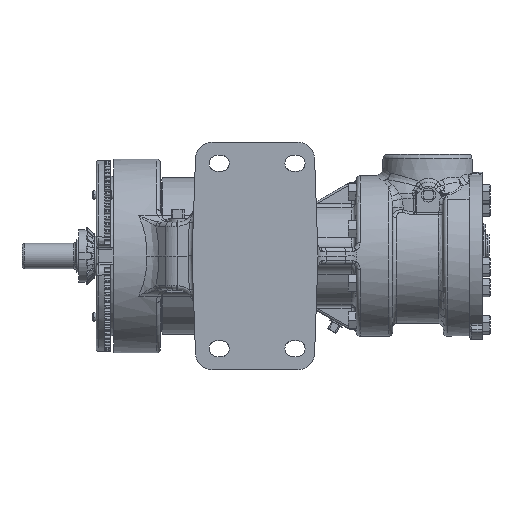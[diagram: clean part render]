
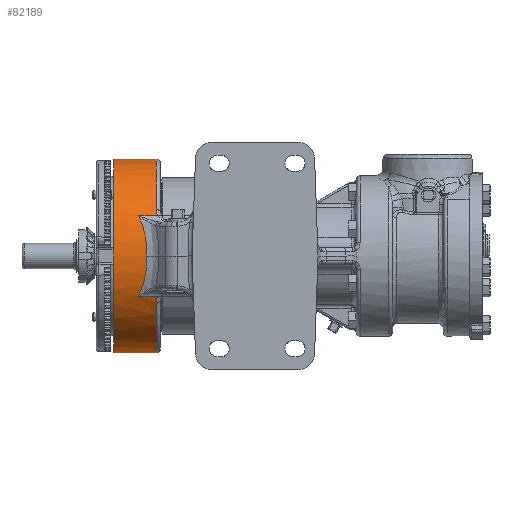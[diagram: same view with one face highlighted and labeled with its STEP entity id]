
A CAD part, front view. The second image highlights one B-rep face of the part: STEP entity #82189.
In plain terms, the highlighted cylindrical face has radius 73.025 mm (diameter 146.05 mm), a partial arc.
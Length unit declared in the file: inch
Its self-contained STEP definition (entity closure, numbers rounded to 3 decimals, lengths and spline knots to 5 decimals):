
#1671 = CARTESIAN_POINT ( 'NONE',  ( -6.23588, -2.5249, 1.37496 ) ) ;
#8904 = CARTESIAN_POINT ( 'NONE',  ( -6.23588, -2.5249, -1.37496 ) ) ;
#11381 = AXIS2_PLACEMENT_3D ( 'NONE', #56508, #115817, #105386 ) ;
#11635 = AXIS2_PLACEMENT_3D ( 'NONE', #124716, #14142, #49457 ) ;
#12906 = EDGE_CURVE ( 'NONE', #136266, #92293, #137551, .T. ) ;
#13573 = CIRCLE ( 'NONE', #103164, 2.875 ) ;
#14142 = DIRECTION ( 'NONE',  ( -1., 0., 0. ) ) ;
#14230 = DIRECTION ( 'NONE',  ( -1., 0., 0. ) ) ;
#17126 = CARTESIAN_POINT ( 'NONE',  ( -6.58328, -2.78767, -0.81517 ) ) ;
#19184 = ORIENTED_EDGE ( 'NONE', *, *, #116044, .F. ) ;
#21579 = CARTESIAN_POINT ( 'NONE',  ( -9.66419, -2.61696, -1.19043 ) ) ;
#22582 = DIRECTION ( 'NONE',  ( 1., 0., 0. ) ) ;
#23341 = CARTESIAN_POINT ( 'NONE',  ( -6.1987, -2.61696, 1.19043 ) ) ;
#26145 = B_SPLINE_CURVE_WITH_KNOTS ( 'NONE', 3,
 ( #23341, #121892, #73021, #110660, #109854, #1671 ),
 .UNSPECIFIED., .F., .F.,
 ( 4, 2, 4 ),
 ( 0., 0.00266, 0.00532 ),
 .UNSPECIFIED. ) ;
#30076 = CARTESIAN_POINT ( 'NONE',  ( -9.66419, 0., 2.875 ) ) ;
#30883 = CARTESIAN_POINT ( 'NONE',  ( -6.1987, -2.61696, -1.19043 ) ) ;
#31486 = VECTOR ( 'NONE', #22582, 39.37008 ) ;
#35261 = VERTEX_POINT ( 'NONE', #82691 ) ;
#35391 = EDGE_CURVE ( 'NONE', #43865, #120484, #26145, .T. ) ;
#35411 = ORIENTED_EDGE ( 'NONE', *, *, #90547, .T. ) ;
#42793 = ORIENTED_EDGE ( 'NONE', *, *, #105548, .F. ) ;
#43865 = VERTEX_POINT ( 'NONE', #151780 ) ;
#47245 = DIRECTION ( 'NONE',  ( -1., 0., 0. ) ) ;
#48650 = CARTESIAN_POINT ( 'NONE',  ( -6.23588, -2.5249, -1.37496 ) ) ;
#49457 = DIRECTION ( 'NONE',  ( 0., 0., 1. ) ) ;
#50272 = VERTEX_POINT ( 'NONE', #60039 ) ;
#53886 = CARTESIAN_POINT ( 'NONE',  ( -6.23588, 0., 0. ) ) ;
#53937 = CIRCLE ( 'NONE', #69262, 2.875 ) ;
#56508 = CARTESIAN_POINT ( 'NONE',  ( -6.23588, 0., 0. ) ) ;
#58650 = VERTEX_POINT ( 'NONE', #138291 ) ;
#58975 = CARTESIAN_POINT ( 'NONE',  ( -6.23588, -2.5249, 1.37496 ) ) ;
#59412 = CARTESIAN_POINT ( 'NONE',  ( -6.21148, -2.60321, -1.22066 ) ) ;
#59947 = VERTEX_POINT ( 'NONE', #90814 ) ;
#60039 = CARTESIAN_POINT ( 'NONE',  ( -7.5, 0., 2.875 ) ) ;
#61340 = EDGE_CURVE ( 'NONE', #120484, #75551, #53937, .T. ) ;
#62264 = FACE_OUTER_BOUND ( 'NONE', #106057, .T. ) ;
#65191 =( BOUNDED_CURVE ( )  B_SPLINE_CURVE ( 3, ( #114146, #66867, #150244, #148681 ),
 .UNSPECIFIED., .F., .F. ) 
 B_SPLINE_CURVE_WITH_KNOTS ( ( 4, 4 ),
 ( 3.09225, 3.51916 ),
 .UNSPECIFIED. ) 
 CURVE ( )  GEOMETRIC_REPRESENTATION_ITEM ( )  RATIONAL_B_SPLINE_CURVE ( ( 1., 0.985, 0.985, 1. ) ) 
 REPRESENTATION_ITEM ( '' )  );
#66511 = ORIENTED_EDGE ( 'NONE', *, *, #84252, .T. ) ;
#66867 = CARTESIAN_POINT ( 'NONE',  ( -6.50412, -2.875, 0.41226 ) ) ;
#67124 = VECTOR ( 'NONE', #47245, 39.37008 ) ;
#67476 = DIRECTION ( 'NONE',  ( 0., 0., -1. ) ) ;
#68601 = ORIENTED_EDGE ( 'NONE', *, *, #61340, .T. ) ;
#69262 = AXIS2_PLACEMENT_3D ( 'NONE', #53886, #102777, #67476 ) ;
#73021 = CARTESIAN_POINT ( 'NONE',  ( -6.22067, -2.58868, 1.25121 ) ) ;
#75551 = VERTEX_POINT ( 'NONE', #115475 ) ;
#75956 = DIRECTION ( 'NONE',  ( 0., 1., 0. ) ) ;
#76423 = VECTOR ( 'NONE', #157725, 39.37008 ) ;
#78074 = CARTESIAN_POINT ( 'NONE',  ( -6.76192, -2.61696, -1.19043 ) ) ;
#79819 = ORIENTED_EDGE ( 'NONE', *, *, #143695, .T. ) ;
#80013 = ORIENTED_EDGE ( 'NONE', *, *, #97660, .T. ) ;
#80854 = VERTEX_POINT ( 'NONE', #127090 ) ;
#82189 = ADVANCED_FACE ( 'Defeatured_0_859', ( #62264 ), #123932, .T. ) ;
#82691 = CARTESIAN_POINT ( 'NONE',  ( -7.5, 0., -2.875 ) ) ;
#83521 = LINE ( 'NONE', #142033, #31486 ) ;
#84228 = CARTESIAN_POINT ( 'NONE',  ( -6.23288, -2.55801, -1.31277 ) ) ;
#84252 = EDGE_CURVE ( 'NONE', #80854, #59947, #125642, .T. ) ;
#84527 = ORIENTED_EDGE ( 'NONE', *, *, #140602, .T. ) ;
#90547 = EDGE_CURVE ( 'NONE', #92293, #80854, #132178, .T. ) ;
#90814 = CARTESIAN_POINT ( 'NONE',  ( -6.52802, -2.875, 0. ) ) ;
#92293 = VERTEX_POINT ( 'NONE', #30883 ) ;
#97660 = EDGE_CURVE ( 'NONE', #99128, #136266, #124073, .T. ) ;
#99128 = VERTEX_POINT ( 'NONE', #140188 ) ;
#102777 = DIRECTION ( 'NONE',  ( -1., 0., 0. ) ) ;
#103164 = AXIS2_PLACEMENT_3D ( 'NONE', #148080, #14230, #75956 ) ;
#105386 = DIRECTION ( 'NONE',  ( 0., 0., -1. ) ) ;
#105548 = EDGE_CURVE ( 'NONE', #99128, #35261, #138204, .T. ) ;
#106057 = EDGE_LOOP ( 'NONE', ( #42793, #80013, #146284, #35411, #66511, #79819, #126324, #133348, #68601, #84527, #19184 ) ) ;
#106672 = CARTESIAN_POINT ( 'NONE',  ( -6.1987, -2.61696, -1.19043 ) ) ;
#109854 = CARTESIAN_POINT ( 'NONE',  ( -6.23588, -2.54188, 1.34378 ) ) ;
#110660 = CARTESIAN_POINT ( 'NONE',  ( -6.23288, -2.55801, 1.31277 ) ) ;
#114146 = CARTESIAN_POINT ( 'NONE',  ( -6.52802, -2.875, 0. ) ) ;
#115475 = CARTESIAN_POINT ( 'NONE',  ( -6.23588, 0., 2.875 ) ) ;
#115817 = DIRECTION ( 'NONE',  ( -1., 0., 0. ) ) ;
#116044 = EDGE_CURVE ( 'NONE', #35261, #50272, #13573, .T. ) ;
#118693 = CARTESIAN_POINT ( 'NONE',  ( -6.22067, -2.58868, -1.25121 ) ) ;
#120484 = VERTEX_POINT ( 'NONE', #58975 ) ;
#121079 = CARTESIAN_POINT ( 'NONE',  ( -6.23588, -2.54188, -1.34378 ) ) ;
#121892 = CARTESIAN_POINT ( 'NONE',  ( -6.21148, -2.60321, 1.22066 ) ) ;
#123932 = CYLINDRICAL_SURFACE ( 'NONE', #11635, 2.875 ) ;
#124073 = CIRCLE ( 'NONE', #11381, 2.875 ) ;
#124716 = CARTESIAN_POINT ( 'NONE',  ( -9.66419, 0., 0. ) ) ;
#125642 =( BOUNDED_CURVE ( )  B_SPLINE_CURVE ( 3, ( #78074, #17126, #139766, #152569 ),
 .UNSPECIFIED., .F., .F. ) 
 B_SPLINE_CURVE_WITH_KNOTS ( ( 4, 4 ),
 ( 2.76403, 3.19094 ),
 .UNSPECIFIED. ) 
 CURVE ( )  GEOMETRIC_REPRESENTATION_ITEM ( )  RATIONAL_B_SPLINE_CURVE ( ( 1., 0.985, 0.985, 1. ) ) 
 REPRESENTATION_ITEM ( '' )  );
#126163 = CARTESIAN_POINT ( 'NONE',  ( -9.66419, 0., -2.875 ) ) ;
#126324 = ORIENTED_EDGE ( 'NONE', *, *, #140088, .T. ) ;
#127090 = CARTESIAN_POINT ( 'NONE',  ( -6.76192, -2.61696, -1.19043 ) ) ;
#128651 = LINE ( 'NONE', #30076, #141517 ) ;
#132178 = LINE ( 'NONE', #21579, #67124 ) ;
#133348 = ORIENTED_EDGE ( 'NONE', *, *, #35391, .T. ) ;
#136266 = VERTEX_POINT ( 'NONE', #48650 ) ;
#137551 = B_SPLINE_CURVE_WITH_KNOTS ( 'NONE', 3,
 ( #8904, #121079, #84228, #118693, #59412, #106672 ),
 .UNSPECIFIED., .F., .F.,
 ( 4, 2, 4 ),
 ( 0., 0.00266, 0.00532 ),
 .UNSPECIFIED. ) ;
#138204 = LINE ( 'NONE', #126163, #76423 ) ;
#138291 = CARTESIAN_POINT ( 'NONE',  ( -6.76192, -2.61696, 1.19043 ) ) ;
#139766 = CARTESIAN_POINT ( 'NONE',  ( -6.50412, -2.875, -0.41226 ) ) ;
#140088 = EDGE_CURVE ( 'NONE', #58650, #43865, #83521, .T. ) ;
#140188 = CARTESIAN_POINT ( 'NONE',  ( -6.23588, 0., -2.875 ) ) ;
#140602 = EDGE_CURVE ( 'NONE', #75551, #50272, #128651, .T. ) ;
#140661 = DIRECTION ( 'NONE',  ( -1., 0., 0. ) ) ;
#141517 = VECTOR ( 'NONE', #140661, 39.37008 ) ;
#142033 = CARTESIAN_POINT ( 'NONE',  ( -9.66419, -2.61696, 1.19043 ) ) ;
#143695 = EDGE_CURVE ( 'NONE', #59947, #58650, #65191, .T. ) ;
#146284 = ORIENTED_EDGE ( 'NONE', *, *, #12906, .T. ) ;
#148080 = CARTESIAN_POINT ( 'NONE',  ( -7.5, 0., 0. ) ) ;
#148681 = CARTESIAN_POINT ( 'NONE',  ( -6.76192, -2.61696, 1.19043 ) ) ;
#150244 = CARTESIAN_POINT ( 'NONE',  ( -6.58328, -2.78767, 0.81517 ) ) ;
#151780 = CARTESIAN_POINT ( 'NONE',  ( -6.1987, -2.61696, 1.19043 ) ) ;
#152569 = CARTESIAN_POINT ( 'NONE',  ( -6.52802, -2.875, 0. ) ) ;
#157725 = DIRECTION ( 'NONE',  ( -1., 0., 0. ) ) ;
